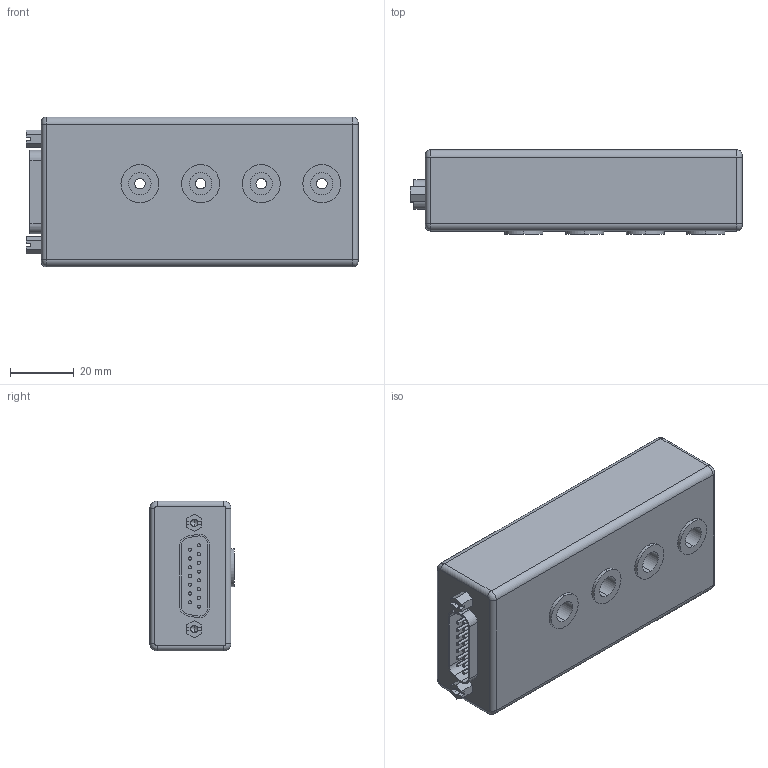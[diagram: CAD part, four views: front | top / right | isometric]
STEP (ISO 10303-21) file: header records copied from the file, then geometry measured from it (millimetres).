
FILE_DESCRIPTION (( 'STEP AP214' ), '1' );
FILE_NAME ('AVPS1-4A.step', '2016-07-27T15:09:24', ( '' ), ( '' ), 'SwSTEP 2.0', 'SolidWorks 2016', '' );
FILE_SCHEMA (( 'AUTOMOTIVE_DESIGN' ));
Length unit declared in the file: inch
Products named in the file (1): AVPS1-4A
Bounding box: 104.04 x 26.42 x 46.99 mm (x, y, z)
Volume: 115989.4 mm3; surface area: 19491 mm2
Topology: 1 solids, 1 shells, 219 faces, 520 edges, 338 vertices
Faces by surface type: plane 127, cylinder 80, torus 8, cone 4
Entity records: 7606 total; most frequent: DIRECTION 1132, CARTESIAN_POINT 1074, ORIENTED_EDGE 1032, EDGE_CURVE 516, AXIS2_PLACEMENT_3D 396, VECTOR 340, LINE 340, VERTEX_POINT 338
